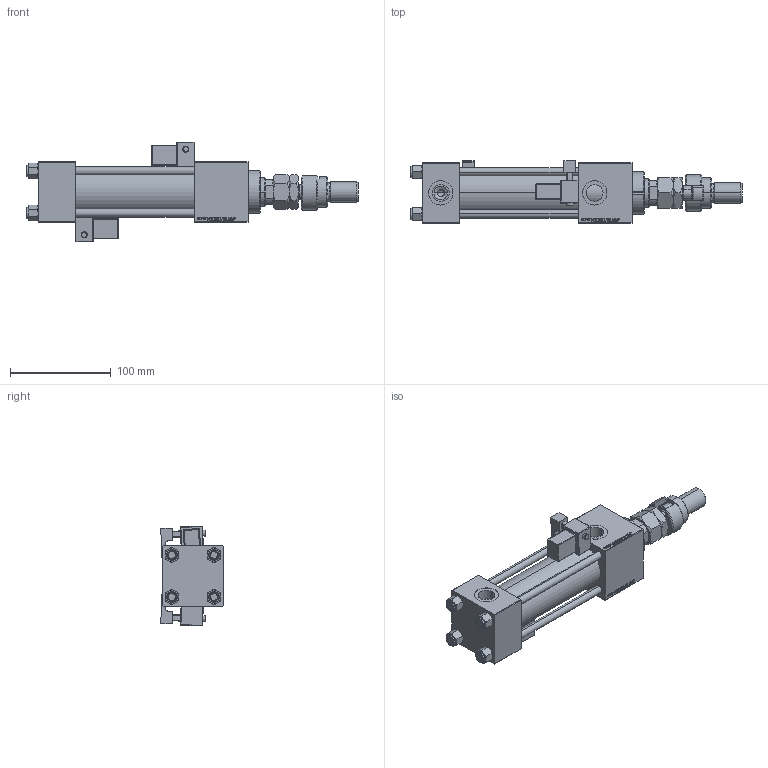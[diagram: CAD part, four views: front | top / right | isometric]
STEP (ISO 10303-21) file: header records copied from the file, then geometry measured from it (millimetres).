
FILE_DESCRIPTION (( 'STEP AP203' ), '1' );
FILE_NAME ('7385.STEP', '2022-04-16T13:12:34', ( '' ), ( '' ), 'SwSTEP 2.0', 'SolidWorks 2019', '' );
FILE_SCHEMA (( 'CONFIG_CONTROL_DESIGN' ));
Length unit declared in the file: millimetre
Products named in the file (10): V215CR_VCP_C a85f3cfd56b5c334408e3406df9ca4b5; V215_VC_A a85f3cfd56b5c334408e3406df9ca4b5; V215CR_MSU a85f3cfd56b5c334408e3406df9ca4b5; 7385; MFA a85f3cfd56b5c334408e3406df9ca4b5; NUT_M5_C a85f3cfd56b5c334408e3406df9ca4b5; FEMALE_PART_FOR_DFA a85f3cfd56b5c334408e3406df9ca4b5; V215CR_C_Body a85f3cfd56b5c334408e3406df9ca4b5; DFA a85f3cfd56b5c334408e3406df9ca4b5; V215CR_C_TYCINKA a85f3cfd56b5c334408e3406df9ca4b5
Assembly tree (16 placements, depth 3):
  7385
    V215CR_C_Body a85f3cfd56b5c334408e3406df9ca4b5
    V215CR_VCP_C a85f3cfd56b5c334408e3406df9ca4b5
    NUT_M5_C a85f3cfd56b5c334408e3406df9ca4b5  x4
    V215CR_C_TYCINKA a85f3cfd56b5c334408e3406df9ca4b5  x4
    V215_VC_A a85f3cfd56b5c334408e3406df9ca4b5
    DFA a85f3cfd56b5c334408e3406df9ca4b5
      FEMALE_PART_FOR_DFA a85f3cfd56b5c334408e3406df9ca4b5
      MFA a85f3cfd56b5c334408e3406df9ca4b5
    V215CR_MSU a85f3cfd56b5c334408e3406df9ca4b5  x2
Bounding box: 329 x 61.9 x 98.85 mm (x, y, z)
Volume: 587141.3 mm3; surface area: 164406.6 mm2
Topology: 15 solids, 15 shells, 1393 faces, 3437 edges, 2177 vertices
Faces by surface type: plane 614, bspline 392, cone 176, cylinder 163, torus 24, sphere 24
Entity records: 55488 total; most frequent: CARTESIAN_POINT 28248, ORIENTED_EDGE 5984, DIRECTION 4110, EDGE_CURVE 2992, VERTEX_POINT 1937, VECTOR 1752, LINE 1752, EDGE_LOOP 1331
